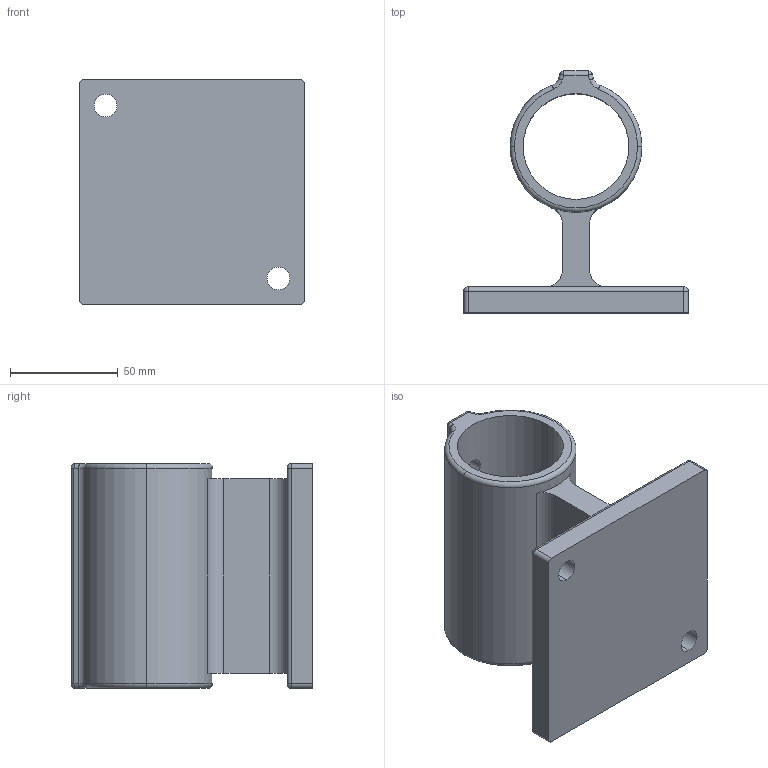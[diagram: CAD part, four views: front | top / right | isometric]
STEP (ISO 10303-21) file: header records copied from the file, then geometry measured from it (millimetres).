
FILE_DESCRIPTION (( 'STEP AP203' ), '1' );
FILE_NAME ('T194054-3.STEP', '2018-07-11T16:22:43', ( '' ), ( '' ), 'SwSTEP 2.0', 'SolidWorks 2016', '' );
FILE_SCHEMA (( 'CONFIG_CONTROL_DESIGN' ));
Length unit declared in the file: millimetre
Products named in the file (1): T194054-3
Bounding box: 104 x 112 x 104 mm (x, y, z)
Volume: 284212.2 mm3; surface area: 69637.2 mm2
Topology: 1 solids, 1 shells, 68 faces, 164 edges, 92 vertices
Faces by surface type: cylinder 35, plane 15, torus 10, sphere 8
Entity records: 2139 total; most frequent: CARTESIAN_POINT 449, DIRECTION 376, ORIENTED_EDGE 312, EDGE_CURVE 156, AXIS2_PLACEMENT_3D 155, VERTEX_POINT 92, CIRCLE 86, EDGE_LOOP 80
